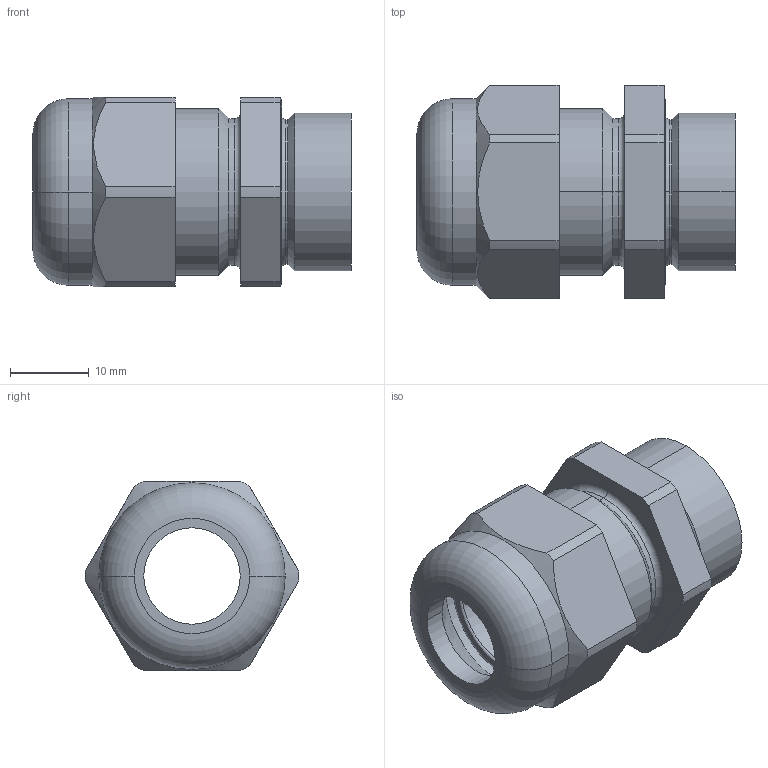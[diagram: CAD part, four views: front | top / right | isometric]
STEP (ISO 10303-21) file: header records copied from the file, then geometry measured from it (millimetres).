
FILE_DESCRIPTION (( 'STEP AP214' ), '1' );
FILE_NAME ('2022354_KSTP1.stp', '2018-06-21T14:58:57', ( '' ), ( '' ), 'SwSTEP 2.0', 'SolidWorks 2016', '' );
FILE_SCHEMA (( 'AUTOMOTIVE_DESIGN' ));
Length unit declared in the file: millimetre
Products named in the file (3): EV131-13-02_Pg13 Standard Gewinde; EV114-20-01_Gewindedarstellung; 2022354_KSTP1
Assembly tree (2 placements, depth 2):
  2022354_KSTP1
    EV114-20-01_Gewindedarstellung
    EV131-13-02_Pg13 Standard Gewinde
Bounding box: 40.3 x 27 x 24 mm (x, y, z)
Volume: 8311.5 mm3; surface area: 7572.7 mm2
Topology: 2 solids, 2 shells, 104 faces, 232 edges, 138 vertices
Faces by surface type: cylinder 36, torus 24, cone 22, plane 22
Entity records: 3122 total; most frequent: DIRECTION 578, CARTESIAN_POINT 563, ORIENTED_EDGE 464, AXIS2_PLACEMENT_3D 245, EDGE_CURVE 232, VERTEX_POINT 138, CIRCLE 136, EDGE_LOOP 114
